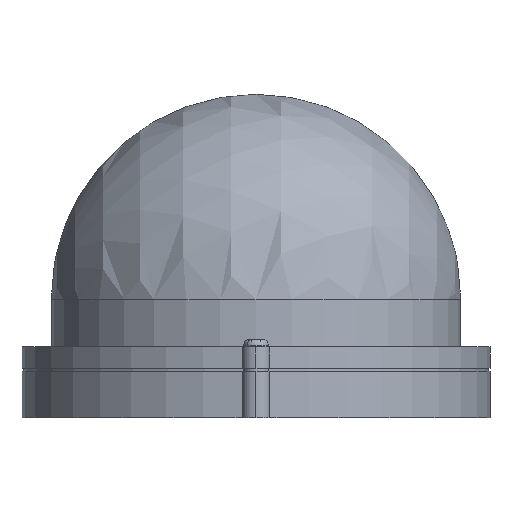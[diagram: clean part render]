
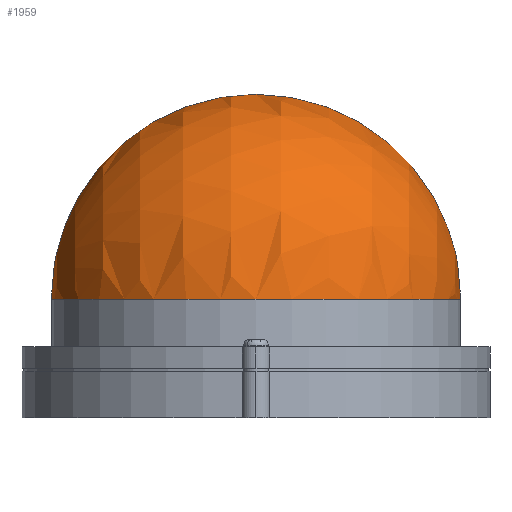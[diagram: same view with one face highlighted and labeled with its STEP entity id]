
A CAD part, left-side view. The second image highlights one B-rep face of the part: STEP entity #1959.
In plain terms, the highlighted spherical face has radius 66.5 mm.
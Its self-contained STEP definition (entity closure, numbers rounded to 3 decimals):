
#99 = CARTESIAN_POINT ( 'NONE',  ( -54., 0., 38.5 ) ) ;
#136 = CIRCLE ( 'NONE', #3736, 66.5 ) ;
#139 = VERTEX_POINT ( 'NONE', #988 ) ;
#420 = DIRECTION ( 'NONE',  ( 1., 0., 0. ) ) ;
#462 = EDGE_CURVE ( 'NONE', #2019, #1845, #136, .T. ) ;
#902 = FACE_OUTER_BOUND ( 'NONE', #3029, .T. ) ;
#984 = CARTESIAN_POINT ( 'NONE',  ( -54., 0., 38.5 ) ) ;
#988 = CARTESIAN_POINT ( 'NONE',  ( -54., 0., 105. ) ) ;
#1127 = ORIENTED_EDGE ( 'NONE', *, *, #3771, .F. ) ;
#1176 = CARTESIAN_POINT ( 'NONE',  ( -54., -66.5, 38.5 ) ) ;
#1276 = DIRECTION ( 'NONE',  ( 1., 0., 0. ) ) ;
#1731 = DIRECTION ( 'NONE',  ( 1., 0., 0. ) ) ;
#1845 = VERTEX_POINT ( 'NONE', #2728 ) ;
#1890 = CIRCLE ( 'NONE', #3577, 66.5 ) ;
#1959 = ADVANCED_FACE ( 'NONE', ( #902 ), #2406, .T. ) ;
#2019 = VERTEX_POINT ( 'NONE', #1176 ) ;
#2232 = DIRECTION ( 'NONE',  ( 0., 0., -1. ) ) ;
#2267 = AXIS2_PLACEMENT_3D ( 'NONE', #3573, #1731, #3895 ) ;
#2291 = AXIS2_PLACEMENT_3D ( 'NONE', #984, #2799, #3105 ) ;
#2406 = SPHERICAL_SURFACE ( 'NONE', #2291, 66.5 ) ;
#2422 = ORIENTED_EDGE ( 'NONE', *, *, #3902, .F. ) ;
#2728 = CARTESIAN_POINT ( 'NONE',  ( -54., 66.5, 38.5 ) ) ;
#2799 = DIRECTION ( 'NONE',  ( 0., 1., 0. ) ) ;
#3028 = CIRCLE ( 'NONE', #2267, 66.5 ) ;
#3029 = EDGE_LOOP ( 'NONE', ( #1127, #3507, #2422 ) ) ;
#3090 = CARTESIAN_POINT ( 'NONE',  ( -54., 0., 38.5 ) ) ;
#3105 = DIRECTION ( 'NONE',  ( 1., 0., 0. ) ) ;
#3403 = DIRECTION ( 'NONE',  ( 0., 1., 0. ) ) ;
#3507 = ORIENTED_EDGE ( 'NONE', *, *, #462, .F. ) ;
#3573 = CARTESIAN_POINT ( 'NONE',  ( -54., 0., 38.5 ) ) ;
#3577 = AXIS2_PLACEMENT_3D ( 'NONE', #3090, #1276, #3403 ) ;
#3736 = AXIS2_PLACEMENT_3D ( 'NONE', #99, #2232, #420 ) ;
#3771 = EDGE_CURVE ( 'NONE', #1845, #139, #1890, .T. ) ;
#3895 = DIRECTION ( 'NONE',  ( 0., 1., 0. ) ) ;
#3902 = EDGE_CURVE ( 'NONE', #139, #2019, #3028, .T. ) ;
